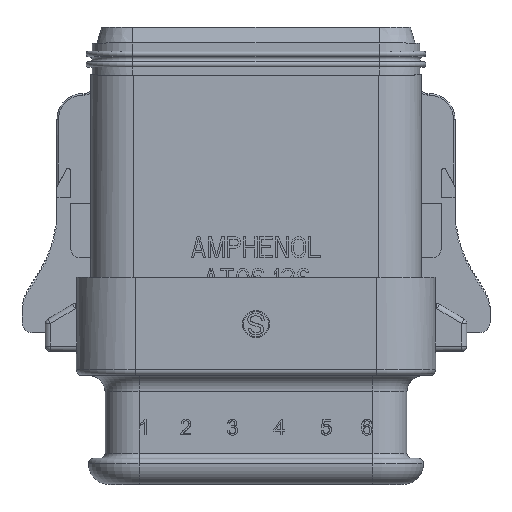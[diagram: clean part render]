
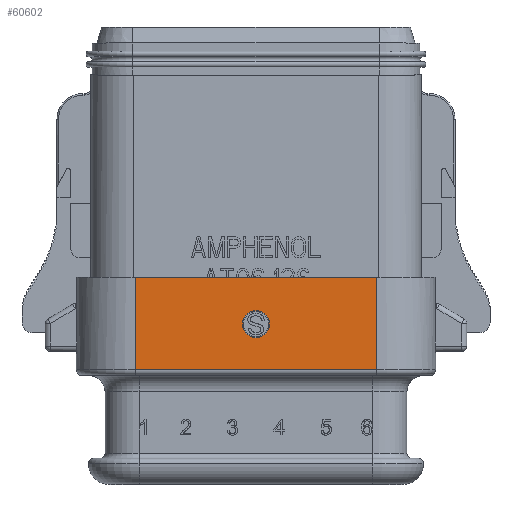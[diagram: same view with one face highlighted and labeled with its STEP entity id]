
A CAD part, top view. The second image highlights one B-rep face of the part: STEP entity #60602.
In plain terms, the highlighted face is planar.
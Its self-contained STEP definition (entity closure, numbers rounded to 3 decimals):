
#50791=DIRECTION('',(-1.,0.,0.));
#50792=VECTOR('',#50791,23.25);
#50793=CARTESIAN_POINT('',(11.625,-2.9,-10.525));
#50794=LINE('',#50793,#50792);
#50937=DIRECTION('',(0.,1.,0.));
#50938=VECTOR('',#50937,8.9);
#50939=CARTESIAN_POINT('',(-11.625,-2.9,-10.525));
#50940=LINE('',#50939,#50938);
#50946=DIRECTION('',(0.,1.,0.));
#50947=VECTOR('',#50946,8.9);
#50948=CARTESIAN_POINT('',(11.625,-2.9,-10.525));
#50949=LINE('',#50948,#50947);
#50950=DIRECTION('',(-1.,0.,0.));
#50951=VECTOR('',#50950,23.25);
#50952=CARTESIAN_POINT('',(11.625,6.,-10.525));
#50953=LINE('',#50952,#50951);
#50954=CARTESIAN_POINT('',(0.,1.6,-10.525));
#50955=DIRECTION('',(0.,0.,-1.));
#50956=DIRECTION('',(-1.,0.,0.));
#50957=AXIS2_PLACEMENT_3D('',#50954,#50955,#50956);
#50959=CARTESIAN_POINT('',(0.,1.6,-10.525));
#50960=DIRECTION('',(0.,0.,-1.));
#50961=DIRECTION('',(1.,0.,0.));
#50962=AXIS2_PLACEMENT_3D('',#50959,#50960,#50961);
#58823=CARTESIAN_POINT('',(-11.625,6.,-10.525));
#58824=VERTEX_POINT('',#58823);
#58827=CARTESIAN_POINT('',(11.625,6.,-10.525));
#58828=VERTEX_POINT('',#58827);
#58903=CARTESIAN_POINT('',(11.625,-2.9,-10.525));
#58904=CARTESIAN_POINT('',(-11.625,-2.9,-10.525));
#58905=VERTEX_POINT('',#58903);
#58906=VERTEX_POINT('',#58904);
#60076=CARTESIAN_POINT('',(-1.3,1.6,-10.525));
#60077=CARTESIAN_POINT('',(1.3,1.6,-10.525));
#60078=VERTEX_POINT('',#60076);
#60079=VERTEX_POINT('',#60077);
#60583=CARTESIAN_POINT('',(17.275,0.,-10.525));
#60584=DIRECTION('',(0.,0.,-1.));
#60585=DIRECTION('',(-1.,0.,0.));
#60586=AXIS2_PLACEMENT_3D('',#60583,#60584,#60585);
#60587=PLANE('',#60586);
#60588=ORIENTED_EDGE('',*,*,#60572,.F.);
#60589=ORIENTED_EDGE('',*,*,#60404,.F.);
#60591=ORIENTED_EDGE('',*,*,#60590,.T.);
#60593=ORIENTED_EDGE('',*,*,#60592,.T.);
#60594=EDGE_LOOP('',(#60588,#60589,#60591,#60593));
#60595=FACE_OUTER_BOUND('',#60594,.F.);
#60597=ORIENTED_EDGE('',*,*,#60596,.T.);
#60599=ORIENTED_EDGE('',*,*,#60598,.T.);
#60600=EDGE_LOOP('',(#60597,#60599));
#60601=FACE_BOUND('',#60600,.F.);
#60602=ADVANCED_FACE('',(#60595,#60601),#60587,.T.);
#50958=CIRCLE('',#50957,1.3);
#50963=CIRCLE('',#50962,1.3);
#60404=EDGE_CURVE('',#58905,#58906,#50794,.T.);
#60572=EDGE_CURVE('',#58906,#58824,#50940,.T.);
#60590=EDGE_CURVE('',#58905,#58828,#50949,.T.);
#60592=EDGE_CURVE('',#58828,#58824,#50953,.T.);
#60596=EDGE_CURVE('',#60078,#60079,#50958,.T.);
#60598=EDGE_CURVE('',#60079,#60078,#50963,.T.);
